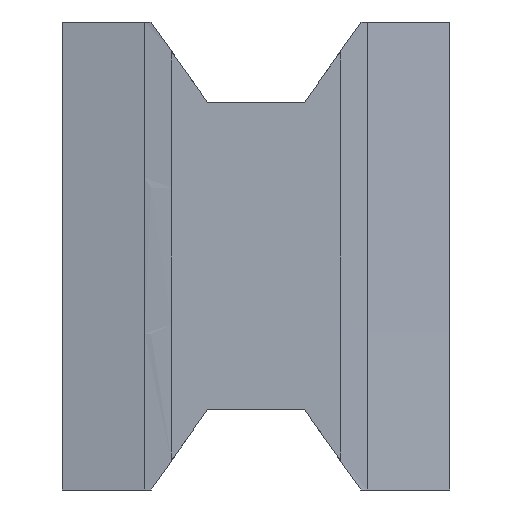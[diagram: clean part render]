
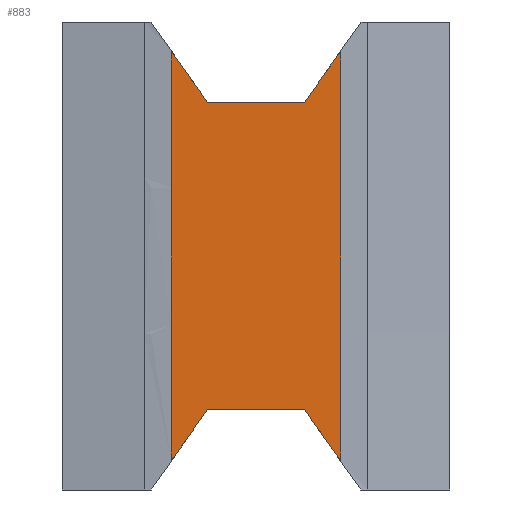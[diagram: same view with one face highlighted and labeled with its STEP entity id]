
A CAD part, front view. The second image highlights one B-rep face of the part: STEP entity #883.
In plain terms, the highlighted cylindrical face has radius 30000 mm (diameter 60000 mm), a partial arc.
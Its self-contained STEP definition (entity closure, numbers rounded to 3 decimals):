
#16=CYLINDRICAL_SURFACE('',#978,30000.);
#55=CIRCLE('',#975,30000.);
#57=CIRCLE('',#981,30000.);
#91=FACE_OUTER_BOUND('',#146,.T.);
#146=EDGE_LOOP('',(#655,#656,#657,#658,#659,#660,#661,#662));
#189=ELLIPSE('',#947,36623.238,30000.);
#192=ELLIPSE('',#951,36623.238,30000.);
#195=ELLIPSE('',#979,36623.238,30000.);
#196=ELLIPSE('',#980,36623.238,30000.);
#202=LINE('',#1357,#274);
#219=LINE('',#1482,#291);
#274=VECTOR('',#1063,10.);
#291=VECTOR('',#1134,10.);
#360=VERTEX_POINT('',#1320);
#361=VERTEX_POINT('',#1327);
#365=VERTEX_POINT('',#1336);
#366=VERTEX_POINT('',#1338);
#399=VERTEX_POINT('',#1456);
#402=VERTEX_POINT('',#1479);
#403=VERTEX_POINT('',#1481);
#404=VERTEX_POINT('',#1483);
#448=EDGE_CURVE('',#361,#360,#189,.T.);
#453=EDGE_CURVE('',#366,#365,#192,.T.);
#458=EDGE_CURVE('',#365,#361,#202,.T.);
#497=EDGE_CURVE('',#399,#360,#55,.T.);
#501=EDGE_CURVE('',#399,#402,#195,.T.);
#502=EDGE_CURVE('',#402,#403,#219,.T.);
#503=EDGE_CURVE('',#403,#404,#196,.T.);
#504=EDGE_CURVE('',#366,#404,#57,.T.);
#655=ORIENTED_EDGE('',*,*,#448,.T.);
#656=ORIENTED_EDGE('',*,*,#497,.F.);
#657=ORIENTED_EDGE('',*,*,#501,.T.);
#658=ORIENTED_EDGE('',*,*,#502,.T.);
#659=ORIENTED_EDGE('',*,*,#503,.T.);
#660=ORIENTED_EDGE('',*,*,#504,.F.);
#661=ORIENTED_EDGE('',*,*,#453,.T.);
#662=ORIENTED_EDGE('',*,*,#458,.T.);
#883=ADVANCED_FACE('',(#91),#16,.F.);
#947=AXIS2_PLACEMENT_3D('',#1328,#1047,#1048);
#951=AXIS2_PLACEMENT_3D('',#1339,#1057,#1058);
#975=AXIS2_PLACEMENT_3D('',#1463,#1124,#1125);
#978=AXIS2_PLACEMENT_3D('',#1478,#1130,#1131);
#979=AXIS2_PLACEMENT_3D('',#1480,#1132,#1133);
#980=AXIS2_PLACEMENT_3D('',#1484,#1135,#1136);
#981=AXIS2_PLACEMENT_3D('',#1485,#1137,#1138);
#1047=DIRECTION('center_axis',(-0.819,0.,-0.574));
#1048=DIRECTION('ref_axis',(-0.574,0.,0.819));
#1057=DIRECTION('center_axis',(0.819,0.,-0.574));
#1058=DIRECTION('ref_axis',(0.574,0.,0.819));
#1063=DIRECTION('',(1.,0.,0.));
#1124=DIRECTION('center_axis',(-1.,0.,0.));
#1125=DIRECTION('ref_axis',(0.,1.,-0.006));
#1130=DIRECTION('center_axis',(1.,0.,0.));
#1131=DIRECTION('ref_axis',(0.,1.,0.));
#1132=DIRECTION('center_axis',(-0.819,0.,0.574));
#1133=DIRECTION('ref_axis',(0.574,0.,0.819));
#1134=DIRECTION('',(-1.,0.,0.));
#1135=DIRECTION('center_axis',(0.819,0.,0.574));
#1136=DIRECTION('ref_axis',(-0.574,0.,0.819));
#1137=DIRECTION('center_axis',(1.,0.,0.));
#1138=DIRECTION('ref_axis',(0.,1.,-0.006));
#1320=CARTESIAN_POINT('',(52.447,-0.001,-7.058));
#1327=CARTESIAN_POINT('',(30.,-0.01,25.));
#1328=CARTESIAN_POINT('Origin',(47.505,-30000.,0.));
#1336=CARTESIAN_POINT('',(-30.,-0.01,25.));
#1338=CARTESIAN_POINT('',(-52.447,-0.001,-7.058));
#1339=CARTESIAN_POINT('Origin',(-47.505,-30000.,0.));
#1357=CARTESIAN_POINT('',(0.,-0.01,25.));
#1456=CARTESIAN_POINT('',(52.447,-1.017,247.058));
#1463=CARTESIAN_POINT('Origin',(52.447,-30000.,0.));
#1478=CARTESIAN_POINT('Origin',(0.,-30000.,0.));
#1479=CARTESIAN_POINT('',(30.,-0.77,215.));
#1480=CARTESIAN_POINT('Origin',(-120.545,-30000.,0.));
#1481=CARTESIAN_POINT('',(-30.,-0.77,215.));
#1482=CARTESIAN_POINT('',(0.,-0.77,215.));
#1483=CARTESIAN_POINT('',(-52.447,-1.017,247.058));
#1484=CARTESIAN_POINT('Origin',(120.545,-30000.,0.));
#1485=CARTESIAN_POINT('Origin',(-52.447,-30000.,0.));
